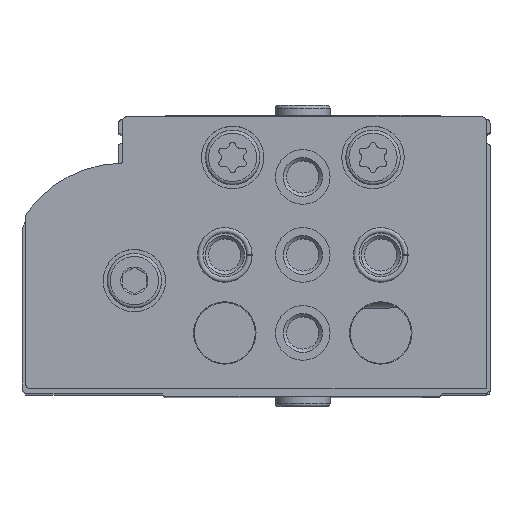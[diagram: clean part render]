
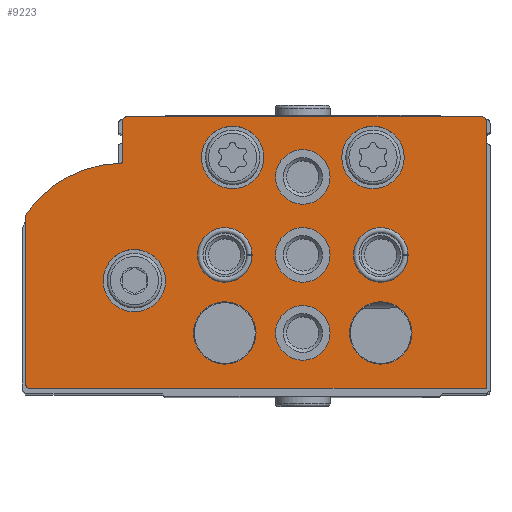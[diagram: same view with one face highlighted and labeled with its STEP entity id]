
A CAD part, top view. The second image highlights one B-rep face of the part: STEP entity #9223.
In plain terms, the highlighted face is planar.
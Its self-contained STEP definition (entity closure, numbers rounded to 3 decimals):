
#920=LINE('',#15469,#1592);
#922=LINE('',#15473,#1594);
#925=LINE('',#15481,#1597);
#930=LINE('',#15497,#1602);
#933=LINE('',#15505,#1605);
#1592=VECTOR('',#12476,1000.);
#1594=VECTOR('',#12480,1000.);
#1597=VECTOR('',#12489,1000.);
#1602=VECTOR('',#12508,1000.);
#1605=VECTOR('',#12517,1000.);
#3438=ORIENTED_EDGE('',*,*,#5124,.T.);
#3439=ORIENTED_EDGE('',*,*,#5125,.T.);
#3440=ORIENTED_EDGE('',*,*,#5126,.T.);
#3441=ORIENTED_EDGE('',*,*,#5127,.T.);
#3442=ORIENTED_EDGE('',*,*,#5128,.T.);
#3443=ORIENTED_EDGE('',*,*,#5129,.T.);
#3444=ORIENTED_EDGE('',*,*,#5130,.T.);
#3445=ORIENTED_EDGE('',*,*,#5131,.T.);
#3446=ORIENTED_EDGE('',*,*,#5132,.T.);
#3447=ORIENTED_EDGE('',*,*,#5133,.T.);
#3448=ORIENTED_EDGE('',*,*,#5101,.F.);
#3449=ORIENTED_EDGE('',*,*,#5122,.F.);
#3450=ORIENTED_EDGE('',*,*,#5120,.F.);
#3451=ORIENTED_EDGE('',*,*,#5118,.F.);
#3452=ORIENTED_EDGE('',*,*,#5116,.T.);
#3453=ORIENTED_EDGE('',*,*,#5114,.F.);
#3454=ORIENTED_EDGE('',*,*,#5112,.F.);
#3455=ORIENTED_EDGE('',*,*,#5110,.F.);
#3456=ORIENTED_EDGE('',*,*,#5108,.F.);
#3457=ORIENTED_EDGE('',*,*,#5106,.F.);
#3458=ORIENTED_EDGE('',*,*,#5104,.F.);
#5101=EDGE_CURVE('',#6122,#6123,#6712,.T.);
#5104=EDGE_CURVE('',#6123,#6124,#920,.T.);
#5106=EDGE_CURVE('',#6124,#6125,#922,.T.);
#5108=EDGE_CURVE('',#6125,#6126,#6713,.T.);
#5110=EDGE_CURVE('',#6126,#6127,#925,.T.);
#5112=EDGE_CURVE('',#6127,#6128,#6714,.T.);
#5114=EDGE_CURVE('',#6128,#6129,#6715,.T.);
#5116=EDGE_CURVE('',#6130,#6129,#6716,.T.);
#5118=EDGE_CURVE('',#6130,#6131,#930,.T.);
#5120=EDGE_CURVE('',#6131,#6132,#6717,.T.);
#5122=EDGE_CURVE('',#6132,#6122,#933,.T.);
#5124=EDGE_CURVE('',#6133,#6133,#6718,.T.);
#5125=EDGE_CURVE('',#6134,#6134,#6719,.T.);
#5126=EDGE_CURVE('',#6135,#6135,#6720,.T.);
#5127=EDGE_CURVE('',#6136,#6136,#6721,.T.);
#5128=EDGE_CURVE('',#6137,#6137,#6722,.T.);
#5129=EDGE_CURVE('',#6138,#6138,#6723,.T.);
#5130=EDGE_CURVE('',#6139,#6139,#6724,.T.);
#5131=EDGE_CURVE('',#6140,#6140,#6725,.T.);
#5132=EDGE_CURVE('',#6141,#6141,#6726,.T.);
#5133=EDGE_CURVE('',#6142,#6142,#6727,.T.);
#6122=VERTEX_POINT('',#15464);
#6123=VERTEX_POINT('',#15465);
#6124=VERTEX_POINT('',#15470);
#6125=VERTEX_POINT('',#15474);
#6126=VERTEX_POINT('',#15478);
#6127=VERTEX_POINT('',#15482);
#6128=VERTEX_POINT('',#15486);
#6129=VERTEX_POINT('',#15490);
#6130=VERTEX_POINT('',#15494);
#6131=VERTEX_POINT('',#15498);
#6132=VERTEX_POINT('',#15502);
#6133=VERTEX_POINT('',#15509);
#6134=VERTEX_POINT('',#15511);
#6135=VERTEX_POINT('',#15513);
#6136=VERTEX_POINT('',#15515);
#6137=VERTEX_POINT('',#15517);
#6138=VERTEX_POINT('',#15519);
#6139=VERTEX_POINT('',#15521);
#6140=VERTEX_POINT('',#15523);
#6141=VERTEX_POINT('',#15525);
#6142=VERTEX_POINT('',#15527);
#6712=CIRCLE('',#10186,0.5);
#6713=CIRCLE('',#10190,0.5);
#6714=CIRCLE('',#10193,1.);
#6715=CIRCLE('',#10195,15.);
#6716=CIRCLE('',#10197,0.3);
#6717=CIRCLE('',#10200,0.5);
#6718=CIRCLE('',#10203,4.);
#6719=CIRCLE('',#10204,4.);
#6720=CIRCLE('',#10205,4.);
#6721=CIRCLE('',#10206,3.5);
#6722=CIRCLE('',#10207,3.5);
#6723=CIRCLE('',#10208,3.5);
#6724=CIRCLE('',#10209,3.5);
#6725=CIRCLE('',#10210,3.5);
#6726=CIRCLE('',#10211,4.);
#6727=CIRCLE('',#10212,4.);
#7415=EDGE_LOOP('',(#3438));
#7416=EDGE_LOOP('',(#3439));
#7417=EDGE_LOOP('',(#3440));
#7418=EDGE_LOOP('',(#3441));
#7419=EDGE_LOOP('',(#3442));
#7420=EDGE_LOOP('',(#3443));
#7421=EDGE_LOOP('',(#3444));
#7422=EDGE_LOOP('',(#3445));
#7423=EDGE_LOOP('',(#3446));
#7424=EDGE_LOOP('',(#3447));
#7425=EDGE_LOOP('',(#3448,#3449,#3450,#3451,#3452,#3453,#3454,#3455,#3456,
#3457,#3458));
#8260=FACE_BOUND('',#7415,.T.);
#8261=FACE_BOUND('',#7416,.T.);
#8262=FACE_BOUND('',#7417,.T.);
#8263=FACE_BOUND('',#7418,.T.);
#8264=FACE_BOUND('',#7419,.T.);
#8265=FACE_BOUND('',#7420,.T.);
#8266=FACE_BOUND('',#7421,.T.);
#8267=FACE_BOUND('',#7422,.T.);
#8268=FACE_BOUND('',#7423,.T.);
#8269=FACE_BOUND('',#7424,.T.);
#8270=FACE_BOUND('',#7425,.T.);
#8784=PLANE('',#10202);
#9223=ADVANCED_FACE('',(#8260,#8261,#8262,#8263,#8264,#8265,#8266,#8267,
#8268,#8269,#8270),#8784,.F.);
#10186=AXIS2_PLACEMENT_3D('',#15463,#12470,#12471);
#10190=AXIS2_PLACEMENT_3D('',#15477,#12484,#12485);
#10193=AXIS2_PLACEMENT_3D('',#15485,#12493,#12494);
#10195=AXIS2_PLACEMENT_3D('',#15489,#12498,#12499);
#10197=AXIS2_PLACEMENT_3D('',#15493,#12503,#12504);
#10200=AXIS2_PLACEMENT_3D('',#15501,#12512,#12513);
#10202=AXIS2_PLACEMENT_3D('',#15507,#12519,#12520);
#10203=AXIS2_PLACEMENT_3D('',#15508,#12521,#12522);
#10204=AXIS2_PLACEMENT_3D('',#15510,#12523,#12524);
#10205=AXIS2_PLACEMENT_3D('',#15512,#12525,#12526);
#10206=AXIS2_PLACEMENT_3D('',#15514,#12527,#12528);
#10207=AXIS2_PLACEMENT_3D('',#15516,#12529,#12530);
#10208=AXIS2_PLACEMENT_3D('',#15518,#12531,#12532);
#10209=AXIS2_PLACEMENT_3D('',#15520,#12533,#12534);
#10210=AXIS2_PLACEMENT_3D('',#15522,#12535,#12536);
#10211=AXIS2_PLACEMENT_3D('',#15524,#12537,#12538);
#10212=AXIS2_PLACEMENT_3D('',#15526,#12539,#12540);
#12470=DIRECTION('',(0.,0.,1.));
#12471=DIRECTION('',(1.,0.,0.));
#12476=DIRECTION('',(0.,-1.,0.));
#12480=DIRECTION('',(1.,0.,0.));
#12484=DIRECTION('',(0.,0.,1.));
#12485=DIRECTION('',(1.,0.,0.));
#12489=DIRECTION('',(0.,1.,0.));
#12493=DIRECTION('',(0.,0.,1.));
#12494=DIRECTION('',(1.,0.,0.));
#12498=DIRECTION('',(0.,0.,1.));
#12499=DIRECTION('',(1.,0.,0.));
#12503=DIRECTION('',(0.,0.,1.));
#12504=DIRECTION('',(1.,0.,0.));
#12508=DIRECTION('',(0.,1.,0.));
#12512=DIRECTION('',(0.,0.,1.));
#12513=DIRECTION('',(1.,0.,0.));
#12517=DIRECTION('',(-1.,0.,0.));
#12519=DIRECTION('',(0.,0.,1.));
#12520=DIRECTION('',(1.,0.,0.));
#12521=DIRECTION('',(0.,0.,1.));
#12522=DIRECTION('',(1.,0.,0.));
#12523=DIRECTION('',(0.,0.,1.));
#12524=DIRECTION('',(1.,0.,0.));
#12525=DIRECTION('',(0.,0.,1.));
#12526=DIRECTION('',(1.,0.,0.));
#12527=DIRECTION('',(0.,0.,1.));
#12528=DIRECTION('',(1.,0.,0.));
#12529=DIRECTION('',(0.,0.,1.));
#12530=DIRECTION('',(1.,0.,0.));
#12531=DIRECTION('',(0.,0.,1.));
#12532=DIRECTION('',(1.,0.,0.));
#12533=DIRECTION('',(0.,0.,1.));
#12534=DIRECTION('',(1.,0.,0.));
#12535=DIRECTION('',(0.,0.,1.));
#12536=DIRECTION('',(1.,0.,0.));
#12537=DIRECTION('',(0.,0.,1.));
#12538=DIRECTION('',(1.,0.,0.));
#12539=DIRECTION('',(0.,0.,1.));
#12540=DIRECTION('',(1.,0.,0.));
#15463=CARTESIAN_POINT('',(0.5,34.3,0.));
#15464=CARTESIAN_POINT('',(0.5,34.8,0.));
#15465=CARTESIAN_POINT('',(0.,34.3,0.));
#15469=CARTESIAN_POINT('',(0.,34.3,0.));
#15470=CARTESIAN_POINT('',(0.,0.,0.));
#15473=CARTESIAN_POINT('',(0.,0.,0.));
#15474=CARTESIAN_POINT('',(58.5,0.,0.));
#15477=CARTESIAN_POINT('',(58.5,0.5,0.));
#15478=CARTESIAN_POINT('',(59.,0.5,0.));
#15481=CARTESIAN_POINT('',(59.,0.5,0.));
#15482=CARTESIAN_POINT('',(59.,21.976,0.));
#15485=CARTESIAN_POINT('',(58.,21.976,0.));
#15486=CARTESIAN_POINT('',(58.814,22.557,0.));
#15489=CARTESIAN_POINT('',(46.6,13.85,0.));
#15490=CARTESIAN_POINT('',(46.894,28.847,0.));
#15493=CARTESIAN_POINT('',(46.9,29.147,0.));
#15494=CARTESIAN_POINT('',(46.6,29.147,0.));
#15497=CARTESIAN_POINT('',(46.6,29.147,0.));
#15498=CARTESIAN_POINT('',(46.6,34.3,0.));
#15501=CARTESIAN_POINT('',(46.1,34.3,0.));
#15502=CARTESIAN_POINT('',(46.1,34.8,0.));
#15505=CARTESIAN_POINT('',(46.1,34.8,0.));
#15507=CARTESIAN_POINT('',(0.5,34.3,0.));
#15508=CARTESIAN_POINT('',(45.1,13.8,0.));
#15509=CARTESIAN_POINT('',(49.1,13.8,0.));
#15510=CARTESIAN_POINT('',(32.5,29.6,0.));
#15511=CARTESIAN_POINT('',(36.5,29.6,0.));
#15512=CARTESIAN_POINT('',(14.5,29.6,0.));
#15513=CARTESIAN_POINT('',(18.5,29.6,0.));
#15514=CARTESIAN_POINT('',(23.5,27.1,0.));
#15515=CARTESIAN_POINT('',(27.,27.1,0.));
#15516=CARTESIAN_POINT('',(33.5,17.1,0.));
#15517=CARTESIAN_POINT('',(37.,17.1,0.));
#15518=CARTESIAN_POINT('',(23.5,17.1,0.));
#15519=CARTESIAN_POINT('',(27.,17.1,0.));
#15520=CARTESIAN_POINT('',(13.5,17.1,0.));
#15521=CARTESIAN_POINT('',(17.,17.1,0.));
#15522=CARTESIAN_POINT('',(23.5,7.1,0.));
#15523=CARTESIAN_POINT('',(27.,7.1,0.));
#15524=CARTESIAN_POINT('',(33.5,7.1,0.));
#15525=CARTESIAN_POINT('',(37.5,7.1,0.));
#15526=CARTESIAN_POINT('',(13.5,7.1,0.));
#15527=CARTESIAN_POINT('',(17.5,7.1,0.));
